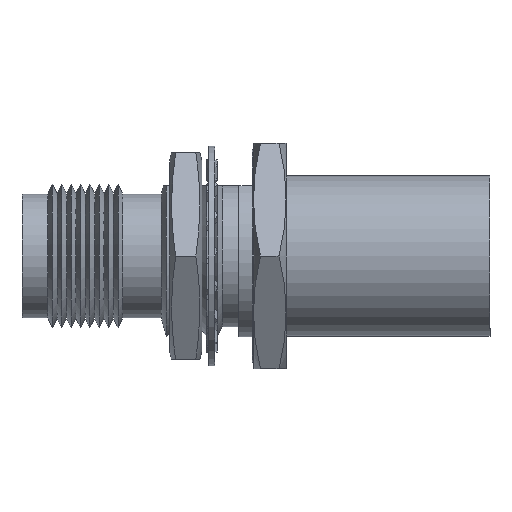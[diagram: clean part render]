
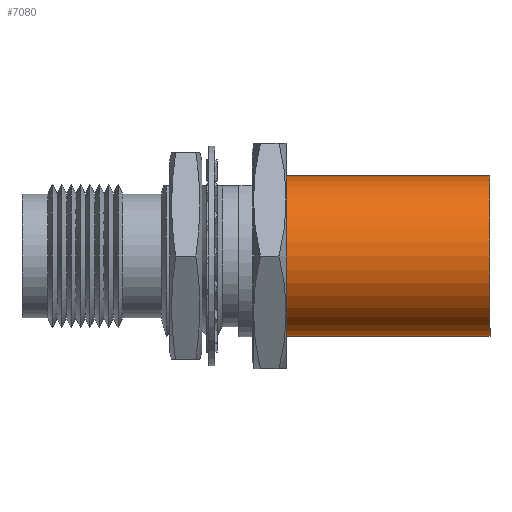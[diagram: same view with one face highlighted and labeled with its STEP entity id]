
A CAD part, front view. The second image highlights one B-rep face of the part: STEP entity #7080.
In plain terms, the highlighted cylindrical face has radius 6.21 mm (diameter 12.42 mm), a partial arc.
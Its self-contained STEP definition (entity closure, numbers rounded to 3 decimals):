
#17 = VECTOR ( 'NONE', #9016, 1000. ) ;
#72 = ORIENTED_EDGE ( 'NONE', *, *, #8800, .F. ) ;
#97 = CIRCLE ( 'NONE', #1154, 6.21 ) ;
#1154 = AXIS2_PLACEMENT_3D ( 'NONE', #2747, #1987, #6182 ) ;
#1509 = CARTESIAN_POINT ( 'NONE',  ( 15.8, 0., 6.21 ) ) ;
#1570 = VECTOR ( 'NONE', #8053, 1000. ) ;
#1987 = DIRECTION ( 'NONE',  ( 1., 0., 0. ) ) ;
#2020 = VERTEX_POINT ( 'NONE', #7734 ) ;
#2237 = EDGE_CURVE ( 'NONE', #9211, #2020, #8370, .T. ) ;
#2435 = FACE_OUTER_BOUND ( 'NONE', #3285, .T. ) ;
#2747 = CARTESIAN_POINT ( 'NONE',  ( 15.8, 0., 0. ) ) ;
#3217 = CARTESIAN_POINT ( 'NONE',  ( 15.8, 0., -6.21 ) ) ;
#3285 = EDGE_LOOP ( 'NONE', ( #5792, #7350, #8668, #72 ) ) ;
#3357 = CARTESIAN_POINT ( 'NONE',  ( 15.8, 0., 0. ) ) ;
#3696 = CARTESIAN_POINT ( 'NONE',  ( 0., 0., 6.21 ) ) ;
#3786 = EDGE_CURVE ( 'NONE', #2020, #9513, #7292, .T. ) ;
#3995 = CARTESIAN_POINT ( 'NONE',  ( 15.8, 0., -6.21 ) ) ;
#4081 = DIRECTION ( 'NONE',  ( 0., 0., -1. ) ) ;
#4377 = EDGE_CURVE ( 'NONE', #9211, #6398, #97, .T. ) ;
#4859 = AXIS2_PLACEMENT_3D ( 'NONE', #6429, #8285, #4081 ) ;
#5558 = CARTESIAN_POINT ( 'NONE',  ( 15.8, 0., 6.21 ) ) ;
#5792 = ORIENTED_EDGE ( 'NONE', *, *, #4377, .F. ) ;
#6182 = DIRECTION ( 'NONE',  ( 0., 0., -1. ) ) ;
#6398 = VERTEX_POINT ( 'NONE', #5558 ) ;
#6429 = CARTESIAN_POINT ( 'NONE',  ( 0., 0., 0. ) ) ;
#6698 = DIRECTION ( 'NONE',  ( 0., 0., 1. ) ) ;
#7080 = ADVANCED_FACE ( 'NONE', ( #2435 ), #9955, .T. ) ;
#7292 = CIRCLE ( 'NONE', #4859, 6.21 ) ;
#7338 = LINE ( 'NONE', #1509, #1570 ) ;
#7350 = ORIENTED_EDGE ( 'NONE', *, *, #2237, .T. ) ;
#7705 = AXIS2_PLACEMENT_3D ( 'NONE', #3357, #10759, #6698 ) ;
#7734 = CARTESIAN_POINT ( 'NONE',  ( 0., 0., -6.21 ) ) ;
#8053 = DIRECTION ( 'NONE',  ( -1., 0., 0. ) ) ;
#8285 = DIRECTION ( 'NONE',  ( 1., 0., 0. ) ) ;
#8370 = LINE ( 'NONE', #3995, #17 ) ;
#8668 = ORIENTED_EDGE ( 'NONE', *, *, #3786, .T. ) ;
#8800 = EDGE_CURVE ( 'NONE', #6398, #9513, #7338, .T. ) ;
#9016 = DIRECTION ( 'NONE',  ( -1., 0., 0. ) ) ;
#9211 = VERTEX_POINT ( 'NONE', #3217 ) ;
#9513 = VERTEX_POINT ( 'NONE', #3696 ) ;
#9955 = CYLINDRICAL_SURFACE ( 'NONE', #7705, 6.21 ) ;
#10759 = DIRECTION ( 'NONE',  ( -1., 0., 0. ) ) ;
